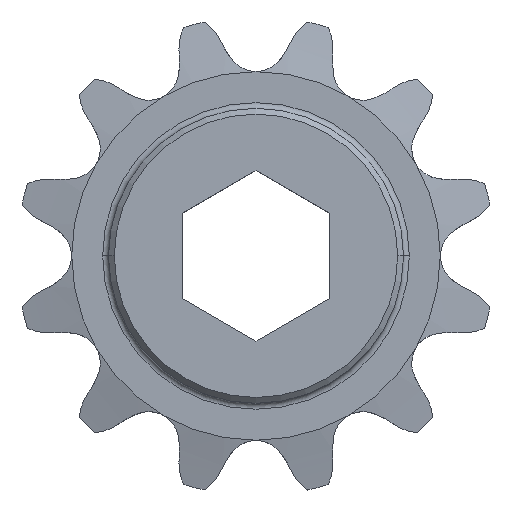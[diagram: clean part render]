
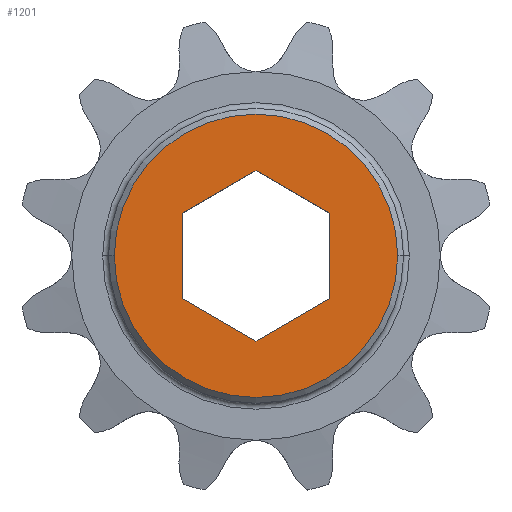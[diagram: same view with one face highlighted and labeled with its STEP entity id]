
A CAD part, top view. The second image highlights one B-rep face of the part: STEP entity #1201.
In plain terms, the highlighted planar face has unit normal (0, 0, 1).
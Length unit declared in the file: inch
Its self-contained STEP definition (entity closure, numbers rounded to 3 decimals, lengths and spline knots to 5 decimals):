
#47 = ORIENTED_EDGE ( 'NONE', *, *, #1352, .T. ) ;
#97 = ORIENTED_EDGE ( 'NONE', *, *, #3936, .F. ) ;
#119 = VERTEX_POINT ( 'NONE', #1438 ) ;
#141 = CARTESIAN_POINT ( 'NONE',  ( -0.2505, -0.14463, 0.33575 ) ) ;
#304 = EDGE_LOOP ( 'NONE', ( #3313, #47 ) ) ;
#636 = EDGE_CURVE ( 'NONE', #2439, #4384, #1564, .T. ) ;
#655 = ORIENTED_EDGE ( 'NONE', *, *, #1162, .F. ) ;
#657 = AXIS2_PLACEMENT_3D ( 'NONE', #4516, #4224, #2126 ) ;
#736 = CIRCLE ( 'NONE', #1976, 0.48031 ) ;
#1052 = CARTESIAN_POINT ( 'NONE',  ( 0.2505, -0.14463, 0.33575 ) ) ;
#1093 = LINE ( 'NONE', #1390, #2052 ) ;
#1162 = EDGE_CURVE ( 'NONE', #2831, #2582, #1093, .T. ) ;
#1183 = DIRECTION ( 'NONE',  ( 1., 0., 0. ) ) ;
#1201 = ADVANCED_FACE ( 'NONE', ( #3462, #2801 ), #1418, .T. ) ;
#1215 = EDGE_CURVE ( 'NONE', #2273, #2439, #3210, .T. ) ;
#1352 = EDGE_CURVE ( 'NONE', #1801, #119, #736, .T. ) ;
#1390 = CARTESIAN_POINT ( 'NONE',  ( 0.2505, 0.14463, 0.33575 ) ) ;
#1418 = PLANE ( 'NONE',  #657 ) ;
#1438 = CARTESIAN_POINT ( 'NONE',  ( -0.48031, 0., 0.33575 ) ) ;
#1526 = CARTESIAN_POINT ( 'NONE',  ( 0.2505, -0.14463, 0.33575 ) ) ;
#1554 = CARTESIAN_POINT ( 'NONE',  ( -0.2505, -0.14463, 0.33575 ) ) ;
#1564 = LINE ( 'NONE', #141, #3078 ) ;
#1646 = ORIENTED_EDGE ( 'NONE', *, *, #3093, .F. ) ;
#1733 = DIRECTION ( 'NONE',  ( 1., 0., 0. ) ) ;
#1755 = EDGE_LOOP ( 'NONE', ( #97, #2723, #3308, #4486, #655, #1646 ) ) ;
#1783 = CARTESIAN_POINT ( 'NONE',  ( 0., 0., 0.33575 ) ) ;
#1801 = VERTEX_POINT ( 'NONE', #3351 ) ;
#1890 = DIRECTION ( 'NONE',  ( 0., 1., 0. ) ) ;
#1976 = AXIS2_PLACEMENT_3D ( 'NONE', #2218, #3277, #1183 ) ;
#2052 = VECTOR ( 'NONE', #3118, 39.37008 ) ;
#2126 = DIRECTION ( 'NONE',  ( 1., 0., 0. ) ) ;
#2158 = CARTESIAN_POINT ( 'NONE',  ( 0.2505, 0.14463, 0.33575 ) ) ;
#2218 = CARTESIAN_POINT ( 'NONE',  ( 0., 0., 0.33575 ) ) ;
#2259 = LINE ( 'NONE', #3665, #3601 ) ;
#2273 = VERTEX_POINT ( 'NONE', #3169 ) ;
#2292 = VERTEX_POINT ( 'NONE', #1052 ) ;
#2304 = DIRECTION ( 'NONE',  ( -0.866, -0.5, 0. ) ) ;
#2376 = CARTESIAN_POINT ( 'NONE',  ( 0., -0.28925, 0.33575 ) ) ;
#2400 = CARTESIAN_POINT ( 'NONE',  ( -0.2505, 0.14463, 0.33575 ) ) ;
#2419 = DIRECTION ( 'NONE',  ( 0., 0., 1. ) ) ;
#2439 = VERTEX_POINT ( 'NONE', #1554 ) ;
#2515 = LINE ( 'NONE', #3249, #4403 ) ;
#2526 = LINE ( 'NONE', #1526, #2868 ) ;
#2582 = VERTEX_POINT ( 'NONE', #3457 ) ;
#2723 = ORIENTED_EDGE ( 'NONE', *, *, #636, .F. ) ;
#2801 = FACE_BOUND ( 'NONE', #1755, .T. ) ;
#2831 = VERTEX_POINT ( 'NONE', #2158 ) ;
#2868 = VECTOR ( 'NONE', #1890, 39.37008 ) ;
#3078 = VECTOR ( 'NONE', #3612, 39.37008 ) ;
#3093 = EDGE_CURVE ( 'NONE', #2292, #2831, #2526, .T. ) ;
#3118 = DIRECTION ( 'NONE',  ( -0.866, 0.5, 0. ) ) ;
#3169 = CARTESIAN_POINT ( 'NONE',  ( -0.2505, 0.14463, 0.33575 ) ) ;
#3210 = LINE ( 'NONE', #2400, #3232 ) ;
#3232 = VECTOR ( 'NONE', #3798, 39.37008 ) ;
#3249 = CARTESIAN_POINT ( 'NONE',  ( 0., -0.28925, 0.33575 ) ) ;
#3277 = DIRECTION ( 'NONE',  ( 0., 0., 1. ) ) ;
#3285 = EDGE_CURVE ( 'NONE', #2582, #2273, #2259, .T. ) ;
#3308 = ORIENTED_EDGE ( 'NONE', *, *, #1215, .F. ) ;
#3313 = ORIENTED_EDGE ( 'NONE', *, *, #3358, .T. ) ;
#3351 = CARTESIAN_POINT ( 'NONE',  ( 0.48031, 0., 0.33575 ) ) ;
#3358 = EDGE_CURVE ( 'NONE', #119, #1801, #3964, .T. ) ;
#3457 = CARTESIAN_POINT ( 'NONE',  ( 0., 0.28925, 0.33575 ) ) ;
#3462 = FACE_OUTER_BOUND ( 'NONE', #304, .T. ) ;
#3601 = VECTOR ( 'NONE', #2304, 39.37008 ) ;
#3612 = DIRECTION ( 'NONE',  ( 0.866, -0.5, 0. ) ) ;
#3665 = CARTESIAN_POINT ( 'NONE',  ( 0., 0.28925, 0.33575 ) ) ;
#3798 = DIRECTION ( 'NONE',  ( 0., -1., 0. ) ) ;
#3907 = DIRECTION ( 'NONE',  ( 0.866, 0.5, 0. ) ) ;
#3936 = EDGE_CURVE ( 'NONE', #4384, #2292, #2515, .T. ) ;
#3964 = CIRCLE ( 'NONE', #4189, 0.48031 ) ;
#4189 = AXIS2_PLACEMENT_3D ( 'NONE', #1783, #2419, #1733 ) ;
#4224 = DIRECTION ( 'NONE',  ( 0., 0., 1. ) ) ;
#4384 = VERTEX_POINT ( 'NONE', #2376 ) ;
#4403 = VECTOR ( 'NONE', #3907, 39.37008 ) ;
#4486 = ORIENTED_EDGE ( 'NONE', *, *, #3285, .F. ) ;
#4516 = CARTESIAN_POINT ( 'NONE',  ( 0., 0., 0.33575 ) ) ;
